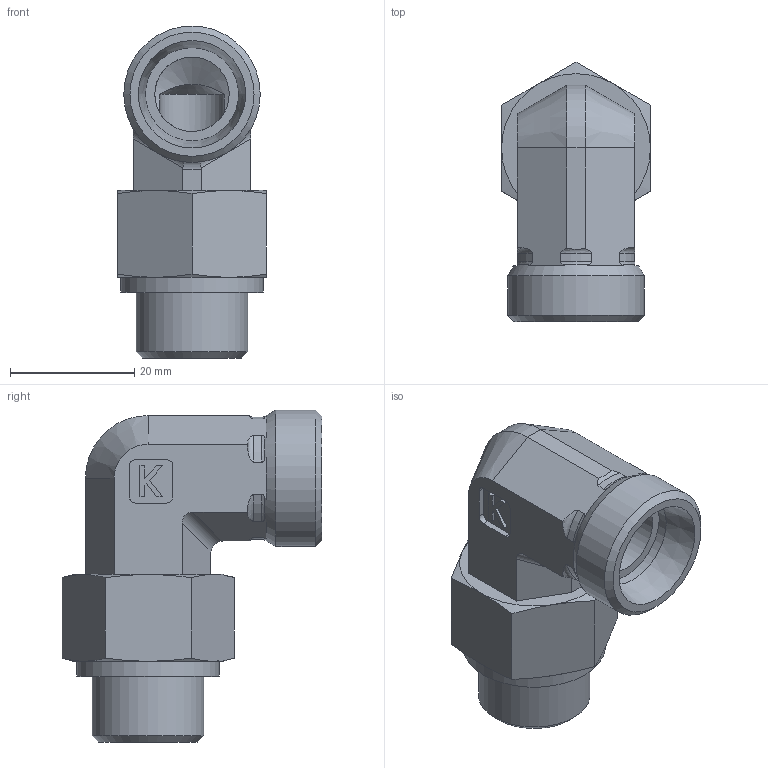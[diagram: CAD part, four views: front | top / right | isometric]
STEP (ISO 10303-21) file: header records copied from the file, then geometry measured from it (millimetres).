
FILE_DESCRIPTION((''),'2;1');
FILE_NAME('671511822.stp','2015-02-06T14:04:09',(''),('KNOMI spol. s r. o.'),'Autodesk Inventor 2012','Autodesk Inventor 2012','');
FILE_SCHEMA(('AUTOMOTIVE_DESIGN { 1 2 10303 214 0 1 1 1 }'));
Length unit declared in the file: millimetre
Products named in the file (3): ÚPS M18/M22 B; 6785151822; 6755118
Assembly tree (2 placements, depth 2):
  ÚPS M18/M22 B
    6785151822
    6755118
Bounding box: 24 x 41.86 x 53.5 mm (x, y, z)
Volume: 17400.3 mm3; surface area: 9918 mm2
Topology: 2 solids, 2 shells, 116 faces, 299 edges, 192 vertices
Faces by surface type: plane 55, cone 26, cylinder 23, torus 12
Full cylindrical faces by diameter (mm): 10.5 x1, 12 x1, 15 x1, 16.376 x1, 17.999 x1, 18 x2, 22 x1, 23 x1
Entity records: 3675 total; most frequent: CARTESIAN_POINT 897, ORIENTED_EDGE 542, DIRECTION 532, EDGE_CURVE 271, AXIS2_PLACEMENT_3D 206, VERTEX_POINT 183, EDGE_LOOP 144, VECTOR 120
